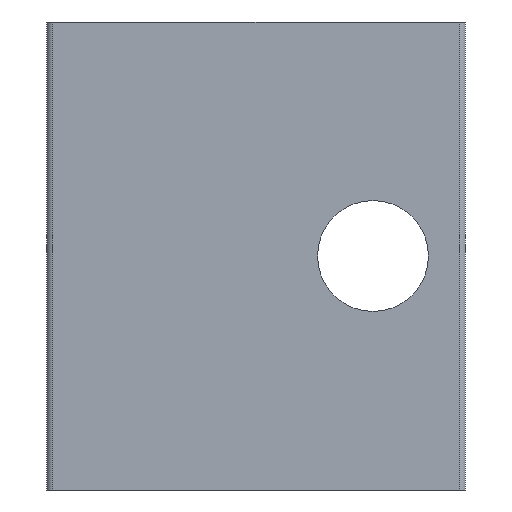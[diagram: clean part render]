
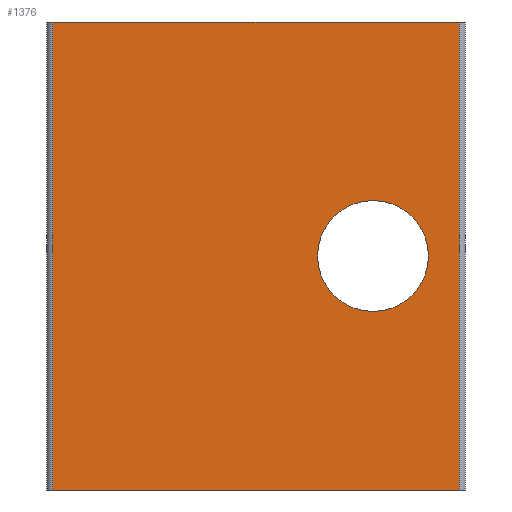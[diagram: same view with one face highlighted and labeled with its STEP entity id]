
A CAD part, front view. The second image highlights one B-rep face of the part: STEP entity #1376.
In plain terms, the highlighted planar face has unit normal (0, -1, 0).
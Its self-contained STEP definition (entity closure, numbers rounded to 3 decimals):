
#1 = EDGE_CURVE ( 'NONE', #930, #926, #1628, .T. ) ;
#16 = CIRCLE ( 'NONE', #1084, 4.5 ) ;
#17 = FACE_BOUND ( 'NONE', #1180, .T. ) ;
#18 = FACE_OUTER_BOUND ( 'NONE', #1210, .T. ) ;
#81 = CIRCLE ( 'NONE', #1071, 4.5 ) ;
#102 = CARTESIAN_POINT ( 'NONE',  ( 35.964, -678., 0. ) ) ;
#108 = CARTESIAN_POINT ( 'NONE',  ( 45., -678., 23.5 ) ) ;
#128 = CARTESIAN_POINT ( 'NONE',  ( 35.964, -678., 38. ) ) ;
#129 = DIRECTION ( 'NONE',  ( -1., 0., 0. ) ) ;
#149 = CARTESIAN_POINT ( 'NONE',  ( 19., -678., 38. ) ) ;
#155 = CARTESIAN_POINT ( 'NONE',  ( 52., -678., 38. ) ) ;
#161 = CARTESIAN_POINT ( 'NONE',  ( 19., -678., 0. ) ) ;
#178 = DIRECTION ( 'NONE',  ( 0., 0., -1. ) ) ;
#196 = DIRECTION ( 'NONE',  ( -1., 0., 0. ) ) ;
#224 = CARTESIAN_POINT ( 'NONE',  ( 52., -678., 0. ) ) ;
#364 = CARTESIAN_POINT ( 'NONE',  ( 35.964, -678., 38. ) ) ;
#377 = PLANE ( 'NONE',  #1088 ) ;
#378 = DIRECTION ( 'NONE',  ( 0., -1., 0. ) ) ;
#379 = DIRECTION ( 'NONE',  ( 0., 0., -1. ) ) ;
#380 = CARTESIAN_POINT ( 'NONE',  ( 45., -678., 19. ) ) ;
#381 = DIRECTION ( 'NONE',  ( 0., 1., 0. ) ) ;
#383 = DIRECTION ( 'NONE',  ( 0., 0., 1. ) ) ;
#459 = DIRECTION ( 'NONE',  ( 0., 0., 1. ) ) ;
#525 = DIRECTION ( 'NONE',  ( 0., 1., 0. ) ) ;
#662 = CARTESIAN_POINT ( 'NONE',  ( 45., -678., 19. ) ) ;
#837 = VERTEX_POINT ( 'NONE', #872 ) ;
#845 = VERTEX_POINT ( 'NONE', #871 ) ;
#846 = CARTESIAN_POINT ( 'NONE',  ( 19., -678., 38. ) ) ;
#868 = DIRECTION ( 'NONE',  ( 0., 0., -1. ) ) ;
#871 = CARTESIAN_POINT ( 'NONE',  ( 45., -678., 14.5 ) ) ;
#872 = CARTESIAN_POINT ( 'NONE',  ( 52., -678., 38. ) ) ;
#926 = VERTEX_POINT ( 'NONE', #161 ) ;
#930 = VERTEX_POINT ( 'NONE', #149 ) ;
#939 = VERTEX_POINT ( 'NONE', #224 ) ;
#956 = VERTEX_POINT ( 'NONE', #108 ) ;
#986 = EDGE_CURVE ( 'NONE', #837, #939, #1513, .T. ) ;
#989 = EDGE_CURVE ( 'NONE', #939, #926, #1503, .T. ) ;
#996 = EDGE_CURVE ( 'NONE', #837, #930, #1570, .T. ) ;
#1071 = AXIS2_PLACEMENT_3D ( 'NONE', #662, #525, #459 ) ;
#1084 = AXIS2_PLACEMENT_3D ( 'NONE', #380, #381, #383 ) ;
#1088 = AXIS2_PLACEMENT_3D ( 'NONE', #364, #378, #379 ) ;
#1180 = EDGE_LOOP ( 'NONE', ( #1476, #1584 ) ) ;
#1210 = EDGE_LOOP ( 'NONE', ( #1427, #1556, #1668, #1604 ) ) ;
#1300 = EDGE_CURVE ( 'NONE', #845, #956, #81, .T. ) ;
#1376 = ADVANCED_FACE ( 'NONE', ( #17, #18 ), #377, .T. ) ;
#1377 = EDGE_CURVE ( 'NONE', #956, #845, #16, .T. ) ;
#1427 = ORIENTED_EDGE ( 'NONE', *, *, #989, .F. ) ;
#1476 = ORIENTED_EDGE ( 'NONE', *, *, #1377, .T. ) ;
#1498 = VECTOR ( 'NONE', #196, 1000. ) ;
#1503 = LINE ( 'NONE', #102, #1529 ) ;
#1504 = VECTOR ( 'NONE', #178, 1000. ) ;
#1513 = LINE ( 'NONE', #155, #1504 ) ;
#1522 = VECTOR ( 'NONE', #868, 1000. ) ;
#1529 = VECTOR ( 'NONE', #129, 1000. ) ;
#1556 = ORIENTED_EDGE ( 'NONE', *, *, #986, .F. ) ;
#1570 = LINE ( 'NONE', #128, #1498 ) ;
#1584 = ORIENTED_EDGE ( 'NONE', *, *, #1300, .T. ) ;
#1604 = ORIENTED_EDGE ( 'NONE', *, *, #1, .T. ) ;
#1628 = LINE ( 'NONE', #846, #1522 ) ;
#1668 = ORIENTED_EDGE ( 'NONE', *, *, #996, .T. ) ;
